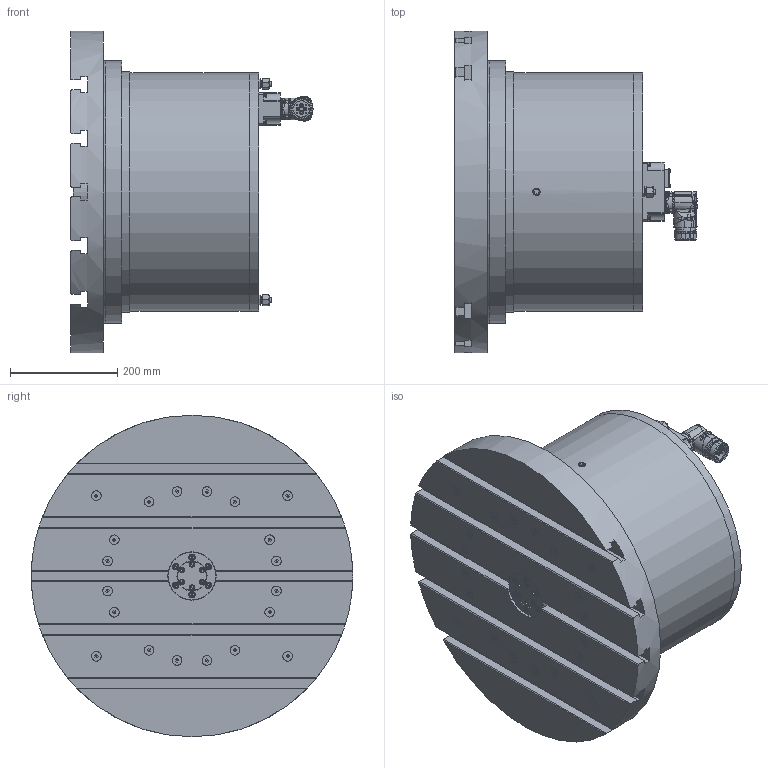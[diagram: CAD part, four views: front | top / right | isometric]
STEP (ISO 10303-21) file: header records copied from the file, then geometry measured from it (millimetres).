
FILE_DESCRIPTION((''),'2;1');
FILE_NAME('Open CASCADE Shape Model','2022-03-28T11:38:07',('jiabin'),( ''),'Open CASCADE STEP processor 7.6','Autodesk Inventor 2020', 'Unknown');
FILE_SCHEMA(('AUTOMOTIVE_DESIGN_CC2 { 1 2 10303 214 -1 1 5 4 }'));
Length unit declared in the file: millimetre
Products named in the file (175): RCH-600_Shrinkwrap_1; SHELL
Assembly tree (174 placements, depth 2):
  RCH-600_Shrinkwrap_1
    SHELL
    SHELL
    SHELL
    SHELL
    SHELL
    SHELL
    SHELL
    SHELL
    SHELL
    SHELL
    SHELL
    SHELL
    SHELL
    SHELL
    SHELL
    SHELL
    SHELL
    SHELL
    SHELL
    SHELL
    SHELL
    SHELL
    SHELL
    SHELL
    SHELL
    SHELL
    SHELL
    SHELL
    SHELL
    SHELL
    SHELL
    SHELL
    SHELL
    SHELL
    SHELL
    SHELL
    SHELL
    SHELL
    SHELL
    SHELL
    SHELL
    SHELL
    SHELL
    SHELL
    SHELL
    SHELL
    SHELL
    SHELL
    SHELL
    SHELL
    SHELL
    SHELL
    SHELL
    SHELL
    SHELL
    SHELL
    SHELL
    SHELL
    SHELL
Bounding box: 451.55 x 600 x 600 mm (x, y, z)
Surface area: 1981733.6 mm2 (no closed solid volume)
Topology: 0 solids, 174 shells, 1865 faces, 5730 edges, 4109 vertices
Faces by surface type: plane 1223, cylinder 264, cone 231, bspline 75, torus 69, sphere 3
Full cylindrical faces by diameter (mm): 2 x5, 3.6 x4, 4 x3, 4.2 x2, 5 x9, 5.4 x1, 7 x12, 7.6 x2, 8 x3, 8.5 x5, 9 x3, 10 x14, 11 x34, 12 x30, 13 x4, 14 x19, 15 x2, 17 x18, 18 x28, 28.6 x2, 37.6 x2, 55 x1, 90 x2, 110 x1, 127.636 x1, 260 x1, 445 x2, 450 x1, 490 x2, 495 x1
Entity records: 83913 total; most frequent: CARTESIAN_POINT 19084, DIRECTION 10780, ORIENTED_EDGE 10166, EDGE_CURVE 5657, VERTEX_POINT 4109, AXIS2_PLACEMENT_3D 4059, LINE 2662, VECTOR 2662
